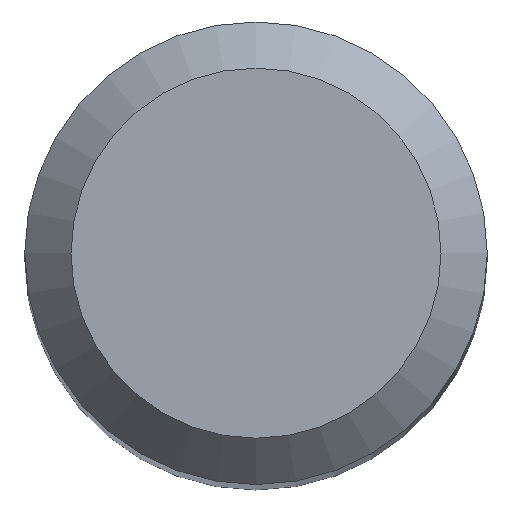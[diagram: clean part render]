
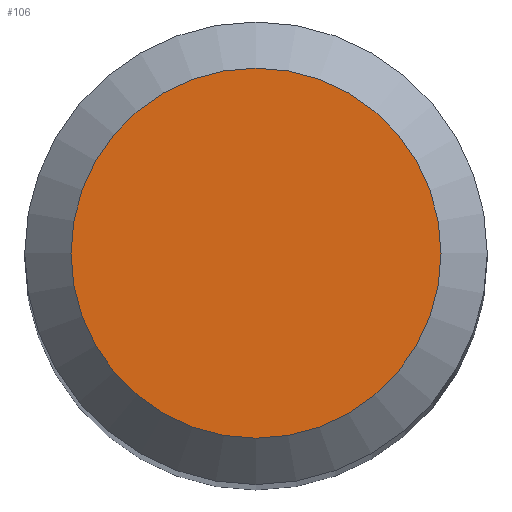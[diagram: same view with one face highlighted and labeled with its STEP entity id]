
A CAD part, top view. The second image highlights one B-rep face of the part: STEP entity #106.
In plain terms, the highlighted planar face has unit normal (0, 0, 1).
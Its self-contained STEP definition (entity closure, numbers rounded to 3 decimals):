
#11 = EDGE_CURVE ( 'NONE', #54, #54, #17, .T. ) ;
#17 = CIRCLE ( 'NONE', #302, 2.4 ) ;
#34 = EDGE_LOOP ( 'NONE', ( #205 ) ) ;
#35 = AXIS2_PLACEMENT_3D ( 'NONE', #232, #111, #258 ) ;
#54 = VERTEX_POINT ( 'NONE', #244 ) ;
#106 = ADVANCED_FACE ( 'NONE', ( #164 ), #274, .T. ) ;
#107 = DIRECTION ( 'NONE',  ( 0., 1., 0. ) ) ;
#111 = DIRECTION ( 'NONE',  ( 0., 0., 1. ) ) ;
#150 = CARTESIAN_POINT ( 'NONE',  ( 0., 0., 55. ) ) ;
#164 = FACE_OUTER_BOUND ( 'NONE', #34, .T. ) ;
#177 = DIRECTION ( 'NONE',  ( 0., 0., -1. ) ) ;
#205 = ORIENTED_EDGE ( 'NONE', *, *, #11, .F. ) ;
#232 = CARTESIAN_POINT ( 'NONE',  ( 0., 0., 55. ) ) ;
#244 = CARTESIAN_POINT ( 'NONE',  ( 0., 2.4, 55. ) ) ;
#258 = DIRECTION ( 'NONE',  ( 0., -1., 0. ) ) ;
#274 = PLANE ( 'NONE',  #35 ) ;
#302 = AXIS2_PLACEMENT_3D ( 'NONE', #150, #177, #107 ) ;
